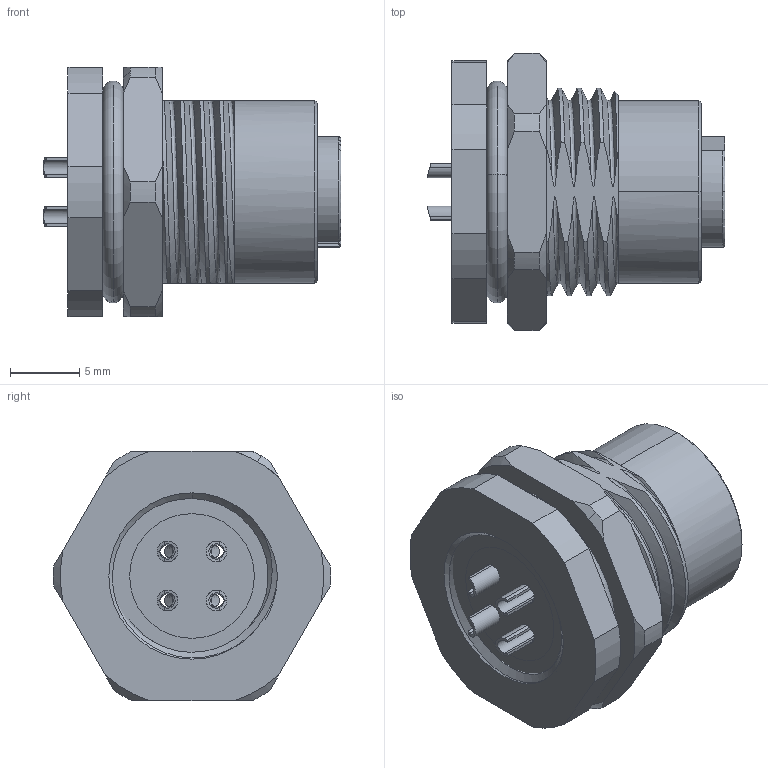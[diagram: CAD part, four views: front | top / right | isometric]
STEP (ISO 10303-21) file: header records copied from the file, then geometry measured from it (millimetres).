
FILE_DESCRIPTION (( 'STEP AP203' ), '1' );
FILE_NAME ('54-00375revA.STEP', '2023-02-09T18:59:06', ( '' ), ( '' ), 'SwSTEP 2.0', 'SolidWorks 2021', '' );
FILE_SCHEMA (( 'CONFIG_CONTROL_DESIGN' ));
Length unit declared in the file: millimetre
Products named in the file (7): 54-00375-01___; 54-00375-04___; 54-00375revA; 54-00375-06___; 54-00375-02___; 54-00375-03___; 54-00375-05___
Assembly tree (9 placements, depth 2):
  54-00375revA
    54-00375-01___
    54-00375-02___
    54-00375-03___  x4
    54-00375-04___
    54-00375-05___
    54-00375-06___
Bounding box: 21.5 x 19.99 x 18 mm (x, y, z)
Volume: 2904.9 mm3; surface area: 5416 mm2
Topology: 10 solids, 10 shells, 562 faces, 1453 edges, 924 vertices
Faces by surface type: cylinder 187, plane 152, torus 85, cone 71, bspline 67
Entity records: 23462 total; most frequent: CARTESIAN_POINT 15740, ORIENTED_EDGE 1604, DIRECTION 1286, EDGE_CURVE 802, VERTEX_POINT 516, AXIS2_PLACEMENT_3D 513, EDGE_LOOP 334, FACE_OUTER_BOUND 307
